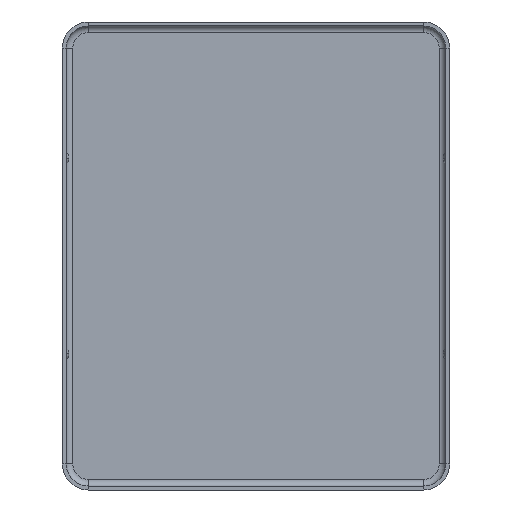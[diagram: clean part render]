
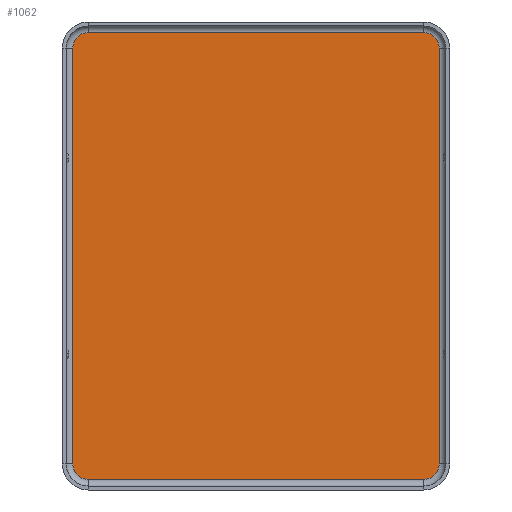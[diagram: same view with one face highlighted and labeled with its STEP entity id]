
A CAD part, front view. The second image highlights one B-rep face of the part: STEP entity #1062.
In plain terms, the highlighted planar face has unit normal (0, -1, 0).
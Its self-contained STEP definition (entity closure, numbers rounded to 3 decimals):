
#6 = CARTESIAN_POINT ( 'NONE',  ( 14.05, 0., 0. ) ) ;
#13 = DIRECTION ( 'NONE',  ( 0., 0., -1. ) ) ;
#26 = CARTESIAN_POINT ( 'NONE',  ( -12.85, 0., -17.15 ) ) ;
#64 = ORIENTED_EDGE ( 'NONE', *, *, #674, .T. ) ;
#93 = CIRCLE ( 'NONE', #532, 1.2 ) ;
#139 = DIRECTION ( 'NONE',  ( 0., 0., 1. ) ) ;
#151 = CARTESIAN_POINT ( 'NONE',  ( 14.05, 0., 15.95 ) ) ;
#161 = ORIENTED_EDGE ( 'NONE', *, *, #1400, .T. ) ;
#207 = EDGE_CURVE ( 'NONE', #1604, #1113, #699, .T. ) ;
#209 = VERTEX_POINT ( 'NONE', #466 ) ;
#241 = DIRECTION ( 'NONE',  ( 0., -1., 0. ) ) ;
#267 = ORIENTED_EDGE ( 'NONE', *, *, #207, .F. ) ;
#286 = AXIS2_PLACEMENT_3D ( 'NONE', #891, #651, #1535 ) ;
#369 = CARTESIAN_POINT ( 'NONE',  ( -14.05, 0., 0. ) ) ;
#372 = EDGE_CURVE ( 'NONE', #1181, #1130, #93, .T. ) ;
#373 = EDGE_LOOP ( 'NONE', ( #507, #904, #1058, #916, #161, #267, #64, #1190 ) ) ;
#382 = CARTESIAN_POINT ( 'NONE',  ( 12.85, 0., 15.95 ) ) ;
#392 = DIRECTION ( 'NONE',  ( 0., -1., 0. ) ) ;
#415 = CIRCLE ( 'NONE', #286, 1.2 ) ;
#466 = CARTESIAN_POINT ( 'NONE',  ( 14.05, 0., -15.95 ) ) ;
#475 = CARTESIAN_POINT ( 'NONE',  ( 12.85, 0., -15.95 ) ) ;
#481 = CARTESIAN_POINT ( 'NONE',  ( 12.85, 0., 17.15 ) ) ;
#497 = VECTOR ( 'NONE', #520, 1000. ) ;
#507 = ORIENTED_EDGE ( 'NONE', *, *, #804, .F. ) ;
#520 = DIRECTION ( 'NONE',  ( -1., 0., 0. ) ) ;
#532 = AXIS2_PLACEMENT_3D ( 'NONE', #1149, #392, #139 ) ;
#651 = DIRECTION ( 'NONE',  ( 0., 1., 0. ) ) ;
#652 = VERTEX_POINT ( 'NONE', #1140 ) ;
#656 = VECTOR ( 'NONE', #1507, 1000. ) ;
#674 = EDGE_CURVE ( 'NONE', #1604, #1181, #1494, .T. ) ;
#684 = EDGE_CURVE ( 'NONE', #852, #209, #738, .T. ) ;
#699 = CIRCLE ( 'NONE', #1253, 1.2 ) ;
#700 = EDGE_CURVE ( 'NONE', #852, #652, #710, .T. ) ;
#710 = CIRCLE ( 'NONE', #1129, 1.2 ) ;
#722 = FACE_OUTER_BOUND ( 'NONE', #373, .T. ) ;
#731 = DIRECTION ( 'NONE',  ( 0., -1., 0. ) ) ;
#738 = LINE ( 'NONE', #6, #656 ) ;
#741 = PLANE ( 'NONE',  #1211 ) ;
#772 = CARTESIAN_POINT ( 'NONE',  ( 12.85, 0., -17.15 ) ) ;
#804 = EDGE_CURVE ( 'NONE', #1054, #1130, #893, .T. ) ;
#819 = DIRECTION ( 'NONE',  ( 0., 1., 0. ) ) ;
#852 = VERTEX_POINT ( 'NONE', #151 ) ;
#891 = CARTESIAN_POINT ( 'NONE',  ( 12.85, 0., -15.95 ) ) ;
#893 = LINE ( 'NONE', #772, #497 ) ;
#904 = ORIENTED_EDGE ( 'NONE', *, *, #1572, .F. ) ;
#916 = ORIENTED_EDGE ( 'NONE', *, *, #700, .T. ) ;
#923 = VECTOR ( 'NONE', #1362, 1000. ) ;
#958 = CARTESIAN_POINT ( 'NONE',  ( 12.85, 0., -17.15 ) ) ;
#1054 = VERTEX_POINT ( 'NONE', #958 ) ;
#1058 = ORIENTED_EDGE ( 'NONE', *, *, #684, .F. ) ;
#1062 = ADVANCED_FACE ( 'NONE', ( #722 ), #741, .T. ) ;
#1091 = CARTESIAN_POINT ( 'NONE',  ( -12.85, 0., 15.95 ) ) ;
#1113 = VERTEX_POINT ( 'NONE', #1477 ) ;
#1129 = AXIS2_PLACEMENT_3D ( 'NONE', #382, #241, #13 ) ;
#1130 = VERTEX_POINT ( 'NONE', #26 ) ;
#1140 = CARTESIAN_POINT ( 'NONE',  ( 12.85, 0., 17.15 ) ) ;
#1149 = CARTESIAN_POINT ( 'NONE',  ( -12.85, 0., -15.95 ) ) ;
#1181 = VERTEX_POINT ( 'NONE', #1528 ) ;
#1190 = ORIENTED_EDGE ( 'NONE', *, *, #372, .T. ) ;
#1207 = VECTOR ( 'NONE', #1481, 1000. ) ;
#1211 = AXIS2_PLACEMENT_3D ( 'NONE', #475, #731, #1454 ) ;
#1227 = LINE ( 'NONE', #481, #1207 ) ;
#1253 = AXIS2_PLACEMENT_3D ( 'NONE', #1091, #819, #1354 ) ;
#1354 = DIRECTION ( 'NONE',  ( 0., 0., -1. ) ) ;
#1362 = DIRECTION ( 'NONE',  ( 0., 0., -1. ) ) ;
#1400 = EDGE_CURVE ( 'NONE', #652, #1113, #1227, .T. ) ;
#1430 = CARTESIAN_POINT ( 'NONE',  ( -14.05, 0., 15.95 ) ) ;
#1454 = DIRECTION ( 'NONE',  ( 0., 0., -1. ) ) ;
#1477 = CARTESIAN_POINT ( 'NONE',  ( -12.85, 0., 17.15 ) ) ;
#1481 = DIRECTION ( 'NONE',  ( -1., 0., 0. ) ) ;
#1494 = LINE ( 'NONE', #369, #923 ) ;
#1507 = DIRECTION ( 'NONE',  ( 0., 0., -1. ) ) ;
#1528 = CARTESIAN_POINT ( 'NONE',  ( -14.05, 0., -15.95 ) ) ;
#1535 = DIRECTION ( 'NONE',  ( 0., 0., 1. ) ) ;
#1572 = EDGE_CURVE ( 'NONE', #209, #1054, #415, .T. ) ;
#1604 = VERTEX_POINT ( 'NONE', #1430 ) ;
